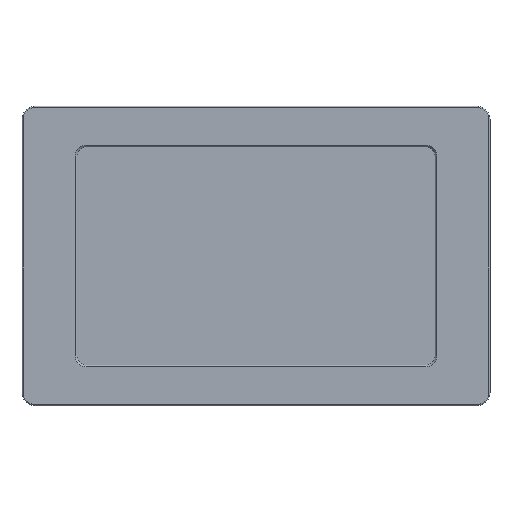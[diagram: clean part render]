
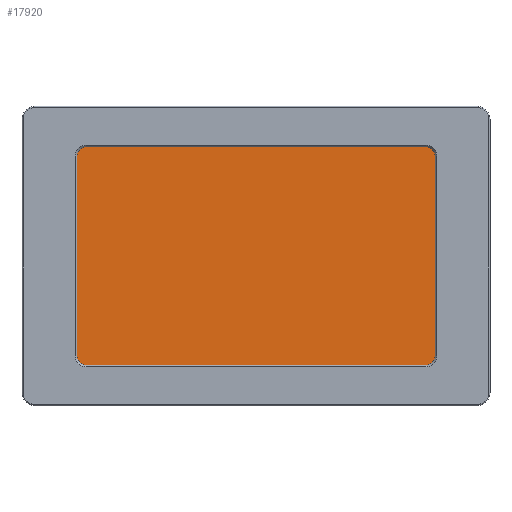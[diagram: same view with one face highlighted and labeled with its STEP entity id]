
A CAD part, top view. The second image highlights one B-rep face of the part: STEP entity #17920.
In plain terms, the highlighted planar face has unit normal (0, 0, 1).
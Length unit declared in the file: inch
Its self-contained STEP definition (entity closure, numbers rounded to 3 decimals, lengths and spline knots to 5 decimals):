
#260=PLANE('',#18975);
#1230=FACE_OUTER_BOUND('',#2200,.T.);
#2200=EDGE_LOOP('',(#12511,#12512,#12513,#12514,#12515,#12516,#12517,#12518));
#3237=CIRCLE('',#18976,0.2605);
#3238=CIRCLE('',#18977,0.2605);
#3239=CIRCLE('',#18978,0.2605);
#3240=CIRCLE('',#18979,0.2605);
#4034=LINE('',#27433,#5839);
#4035=LINE('',#27437,#5840);
#4036=LINE('',#27441,#5841);
#4037=LINE('',#27444,#5842);
#5839=VECTOR('',#20728,0.3937);
#5840=VECTOR('',#20731,0.3937);
#5841=VECTOR('',#20734,0.3937);
#5842=VECTOR('',#20737,0.3937);
#7724=VERTEX_POINT('',#27429);
#7725=VERTEX_POINT('',#27430);
#7726=VERTEX_POINT('',#27432);
#7727=VERTEX_POINT('',#27434);
#7728=VERTEX_POINT('',#27436);
#7729=VERTEX_POINT('',#27438);
#7730=VERTEX_POINT('',#27440);
#7731=VERTEX_POINT('',#27442);
#9545=EDGE_CURVE('',#7724,#7725,#3237,.T.);
#9546=EDGE_CURVE('',#7726,#7724,#4034,.T.);
#9547=EDGE_CURVE('',#7727,#7726,#3238,.T.);
#9548=EDGE_CURVE('',#7728,#7727,#4035,.T.);
#9549=EDGE_CURVE('',#7729,#7728,#3239,.T.);
#9550=EDGE_CURVE('',#7730,#7729,#4036,.T.);
#9551=EDGE_CURVE('',#7731,#7730,#3240,.T.);
#9552=EDGE_CURVE('',#7725,#7731,#4037,.T.);
#12511=ORIENTED_EDGE('',*,*,#9545,.F.);
#12512=ORIENTED_EDGE('',*,*,#9546,.F.);
#12513=ORIENTED_EDGE('',*,*,#9547,.F.);
#12514=ORIENTED_EDGE('',*,*,#9548,.F.);
#12515=ORIENTED_EDGE('',*,*,#9549,.F.);
#12516=ORIENTED_EDGE('',*,*,#9550,.F.);
#12517=ORIENTED_EDGE('',*,*,#9551,.F.);
#12518=ORIENTED_EDGE('',*,*,#9552,.F.);
#17920=ADVANCED_FACE('',(#1230),#260,.T.);
#18975=AXIS2_PLACEMENT_3D('',#27428,#20724,#20725);
#18976=AXIS2_PLACEMENT_3D('',#27431,#20726,#20727);
#18977=AXIS2_PLACEMENT_3D('',#27435,#20729,#20730);
#18978=AXIS2_PLACEMENT_3D('',#27439,#20732,#20733);
#18979=AXIS2_PLACEMENT_3D('',#27443,#20735,#20736);
#20724=DIRECTION('center_axis',(0.,0.,
1.));
#20725=DIRECTION('ref_axis',(1.,0.,0.));
#20726=DIRECTION('center_axis',(0.,0.,
-1.));
#20727=DIRECTION('ref_axis',(0.,1.,0.));
#20728=DIRECTION('',(0.,-1.,0.));
#20729=DIRECTION('center_axis',(0.,0.,
-1.));
#20730=DIRECTION('ref_axis',(-1.,0.,0.));
#20731=DIRECTION('',(1.,0.,0.));
#20732=DIRECTION('center_axis',(0.,0.,
-1.));
#20733=DIRECTION('ref_axis',(0.,-1.,0.));
#20734=DIRECTION('',(0.,1.,0.));
#20735=DIRECTION('center_axis',(0.,0.,
-1.));
#20736=DIRECTION('ref_axis',(1.,0.,0.));
#20737=DIRECTION('',(-1.,0.,0.));
#27428=CARTESIAN_POINT('Origin',(6.115,4.2,0.755));
#27429=CARTESIAN_POINT('',(11.51,1.3905,0.755));
#27430=CARTESIAN_POINT('',(11.2495,1.13,0.755));
#27431=CARTESIAN_POINT('Origin',(11.2495,1.3905,0.755));
#27432=CARTESIAN_POINT('',(11.51,6.9555,0.755));
#27433=CARTESIAN_POINT('',(11.51,5.57775,0.755));
#27434=CARTESIAN_POINT('',(11.2495,7.216,0.755));
#27435=CARTESIAN_POINT('Origin',(11.2495,6.9555,0.755));
#27436=CARTESIAN_POINT('',(1.7905,7.216,0.755));
#27437=CARTESIAN_POINT('',(3.95275,7.216,0.755));
#27438=CARTESIAN_POINT('',(1.53,6.9555,0.755));
#27439=CARTESIAN_POINT('Origin',(1.7905,6.9555,0.755));
#27440=CARTESIAN_POINT('',(1.53,1.3905,0.755));
#27441=CARTESIAN_POINT('',(1.53,2.79525,0.755));
#27442=CARTESIAN_POINT('',(1.7905,1.13,0.755));
#27443=CARTESIAN_POINT('Origin',(1.7905,1.3905,0.755));
#27444=CARTESIAN_POINT('',(8.68225,1.13,0.755));
